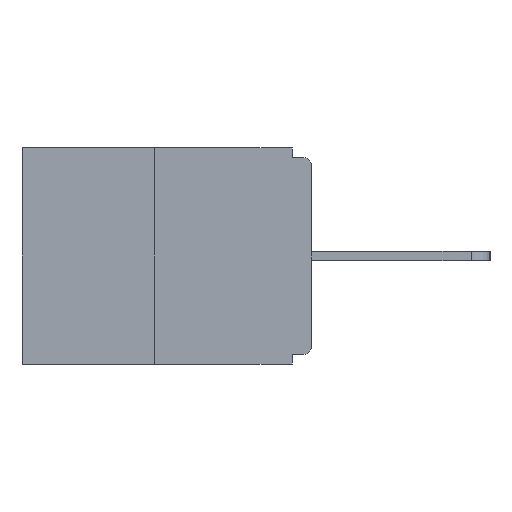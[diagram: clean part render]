
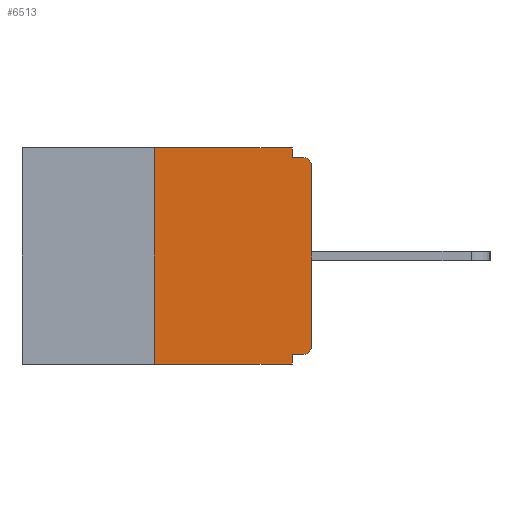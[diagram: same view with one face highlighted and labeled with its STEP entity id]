
A CAD part, left-side view. The second image highlights one B-rep face of the part: STEP entity #6513.
In plain terms, the highlighted planar face has unit normal (-1, 0, 0).
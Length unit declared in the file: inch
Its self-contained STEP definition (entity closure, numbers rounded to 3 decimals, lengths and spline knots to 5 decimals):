
#85 = ORIENTED_EDGE ( 'NONE', *, *, #20442, .F. ) ;
#110 = EDGE_CURVE ( 'NONE', #15719, #9302, #2788, .T. ) ;
#279 = EDGE_LOOP ( 'NONE', ( #12030, #517, #12524, #14508, #4362, #9841, #13774, #3624, #4440, #85 ) ) ;
#469 = VERTEX_POINT ( 'NONE', #1332 ) ;
#517 = ORIENTED_EDGE ( 'NONE', *, *, #7368, .F. ) ;
#714 = DIRECTION ( 'NONE',  ( 0., 0., 1. ) ) ;
#952 = VERTEX_POINT ( 'NONE', #14336 ) ;
#984 = CARTESIAN_POINT ( 'NONE',  ( 0., 0., 0. ) ) ;
#1170 = DIRECTION ( 'NONE',  ( -1., 0., 0. ) ) ;
#1332 = CARTESIAN_POINT ( 'NONE',  ( 0., 0., -0.03 ) ) ;
#1995 = CARTESIAN_POINT ( 'NONE',  ( 0., 0.25, 0. ) ) ;
#2293 = LINE ( 'NONE', #17021, #17348 ) ;
#2547 = CIRCLE ( 'NONE', #14558, 0.015 ) ;
#2788 = LINE ( 'NONE', #9353, #14180 ) ;
#3183 = DIRECTION ( 'NONE',  ( 0., 0., -1. ) ) ;
#3624 = ORIENTED_EDGE ( 'NONE', *, *, #10213, .T. ) ;
#3748 = EDGE_CURVE ( 'NONE', #11498, #12676, #5461, .T. ) ;
#4077 = EDGE_CURVE ( 'NONE', #8788, #14955, #9664, .T. ) ;
#4362 = ORIENTED_EDGE ( 'NONE', *, *, #17734, .F. ) ;
#4440 = ORIENTED_EDGE ( 'NONE', *, *, #3748, .F. ) ;
#5424 = VECTOR ( 'NONE', #15136, 39.37008 ) ;
#5461 = LINE ( 'NONE', #10214, #5424 ) ;
#5815 = FACE_OUTER_BOUND ( 'NONE', #279, .T. ) ;
#6487 = EDGE_CURVE ( 'NONE', #12381, #469, #10241, .T. ) ;
#6513 = ADVANCED_FACE ( 'NONE', ( #5815 ), #20555, .F. ) ;
#7094 = EDGE_CURVE ( 'NONE', #952, #12381, #8600, .T. ) ;
#7322 = DIRECTION ( 'NONE',  ( 0., 0., 1. ) ) ;
#7368 = EDGE_CURVE ( 'NONE', #15719, #8788, #10839, .T. ) ;
#7683 = VECTOR ( 'NONE', #3183, 39.37008 ) ;
#8184 = DIRECTION ( 'NONE',  ( -1., 0., 0. ) ) ;
#8260 = AXIS2_PLACEMENT_3D ( 'NONE', #21049, #1170, #12885 ) ;
#8270 = VECTOR ( 'NONE', #714, 39.37008 ) ;
#8279 = CARTESIAN_POINT ( 'NONE',  ( 0., 0., -0.328 ) ) ;
#8494 = LINE ( 'NONE', #8279, #20943 ) ;
#8600 = CIRCLE ( 'NONE', #8260, 0.015 ) ;
#8788 = VERTEX_POINT ( 'NONE', #1995 ) ;
#9163 = DIRECTION ( 'NONE',  ( 1., 0., 0. ) ) ;
#9302 = VERTEX_POINT ( 'NONE', #19702 ) ;
#9353 = CARTESIAN_POINT ( 'NONE',  ( 0., 0.46, -0.343 ) ) ;
#9664 = LINE ( 'NONE', #9770, #14992 ) ;
#9770 = CARTESIAN_POINT ( 'NONE',  ( 0., 0.46, 0. ) ) ;
#9815 = CARTESIAN_POINT ( 'NONE',  ( 0., 0.015, -0.03 ) ) ;
#9841 = ORIENTED_EDGE ( 'NONE', *, *, #7094, .T. ) ;
#10213 = EDGE_CURVE ( 'NONE', #469, #12676, #2547, .T. ) ;
#10214 = CARTESIAN_POINT ( 'NONE',  ( 0., 0., -0.015 ) ) ;
#10241 = LINE ( 'NONE', #984, #18905 ) ;
#10839 = LINE ( 'NONE', #13960, #8270 ) ;
#11057 = CARTESIAN_POINT ( 'NONE',  ( 0., 0.031, 0. ) ) ;
#11250 = CARTESIAN_POINT ( 'NONE',  ( 0., 0.031, -0.343 ) ) ;
#11332 = AXIS2_PLACEMENT_3D ( 'NONE', #12173, #9163, #18832 ) ;
#11498 = VERTEX_POINT ( 'NONE', #14956 ) ;
#12030 = ORIENTED_EDGE ( 'NONE', *, *, #4077, .F. ) ;
#12173 = CARTESIAN_POINT ( 'NONE',  ( 0., 0.46, 0. ) ) ;
#12381 = VERTEX_POINT ( 'NONE', #16948 ) ;
#12524 = ORIENTED_EDGE ( 'NONE', *, *, #110, .T. ) ;
#12676 = VERTEX_POINT ( 'NONE', #15382 ) ;
#12885 = DIRECTION ( 'NONE',  ( 0., 0., -1. ) ) ;
#13774 = ORIENTED_EDGE ( 'NONE', *, *, #6487, .T. ) ;
#13960 = CARTESIAN_POINT ( 'NONE',  ( 0., 0.25, 0. ) ) ;
#14120 = VERTEX_POINT ( 'NONE', #14767 ) ;
#14180 = VECTOR ( 'NONE', #14606, 39.37008 ) ;
#14336 = CARTESIAN_POINT ( 'NONE',  ( 0., 0.015, -0.328 ) ) ;
#14508 = ORIENTED_EDGE ( 'NONE', *, *, #20437, .F. ) ;
#14558 = AXIS2_PLACEMENT_3D ( 'NONE', #9815, #8184, #17761 ) ;
#14606 = DIRECTION ( 'NONE',  ( 0., -1., 0. ) ) ;
#14767 = CARTESIAN_POINT ( 'NONE',  ( 0., 0.031, -0.328 ) ) ;
#14955 = VERTEX_POINT ( 'NONE', #11057 ) ;
#14956 = CARTESIAN_POINT ( 'NONE',  ( 0., 0.031, -0.015 ) ) ;
#14992 = VECTOR ( 'NONE', #16194, 39.37008 ) ;
#15040 = DIRECTION ( 'NONE',  ( 0., 1., 0. ) ) ;
#15136 = DIRECTION ( 'NONE',  ( 0., -1., 0. ) ) ;
#15382 = CARTESIAN_POINT ( 'NONE',  ( 0., 0.015, -0.015 ) ) ;
#15719 = VERTEX_POINT ( 'NONE', #17036 ) ;
#16194 = DIRECTION ( 'NONE',  ( 0., -1., 0. ) ) ;
#16948 = CARTESIAN_POINT ( 'NONE',  ( 0., 0., -0.313 ) ) ;
#17021 = CARTESIAN_POINT ( 'NONE',  ( 0., 0.031, 0. ) ) ;
#17036 = CARTESIAN_POINT ( 'NONE',  ( 0., 0.25, -0.343 ) ) ;
#17348 = VECTOR ( 'NONE', #20466, 39.37008 ) ;
#17734 = EDGE_CURVE ( 'NONE', #952, #14120, #8494, .T. ) ;
#17761 = DIRECTION ( 'NONE',  ( 0., 0., -1. ) ) ;
#17900 = LINE ( 'NONE', #11250, #7683 ) ;
#18832 = DIRECTION ( 'NONE',  ( 0., 0., -1. ) ) ;
#18905 = VECTOR ( 'NONE', #7322, 39.37008 ) ;
#19702 = CARTESIAN_POINT ( 'NONE',  ( 0., 0.031, -0.343 ) ) ;
#20437 = EDGE_CURVE ( 'NONE', #14120, #9302, #17900, .T. ) ;
#20442 = EDGE_CURVE ( 'NONE', #14955, #11498, #2293, .T. ) ;
#20466 = DIRECTION ( 'NONE',  ( 0., 0., -1. ) ) ;
#20555 = PLANE ( 'NONE',  #11332 ) ;
#20943 = VECTOR ( 'NONE', #15040, 39.37008 ) ;
#21049 = CARTESIAN_POINT ( 'NONE',  ( 0., 0.015, -0.313 ) ) ;
